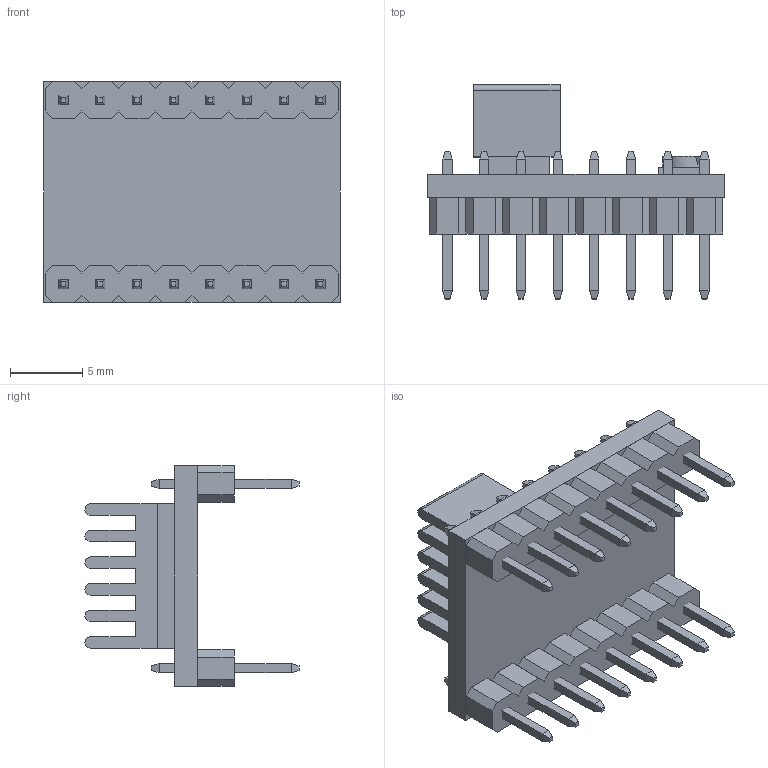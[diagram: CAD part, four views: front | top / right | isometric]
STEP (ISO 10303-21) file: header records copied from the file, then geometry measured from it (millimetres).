
FILE_DESCRIPTION ((), '1');
FILE_NAME ('drv8825.stp', '2019-05-05T21:55:48', ('Unknown'), ('Unknown'), 'HarmonyWare STEP v2.1.0', 'HarmonyWare Translators', '');
FILE_SCHEMA (('CONFIG_CONTROL_DESIGN'));
Length unit declared in the file: millimetre
Products named in the file (23): DRV8825
Assembly tree (22 placements, depth 2):
  (unnamed)
    DRV8825
    DRV8825
    DRV8825
    DRV8825
    DRV8825
    DRV8825
    DRV8825
    DRV8825
    DRV8825
    DRV8825
    DRV8825
    DRV8825
    DRV8825
    DRV8825
    DRV8825
    DRV8825
    DRV8825
    DRV8825
    DRV8825
    DRV8825
    DRV8825
    DRV8825
Bounding box: 20.5 x 14.83 x 15.3 mm (x, y, z)
Volume: 1059 mm3; surface area: 2203 mm2
Topology: 22 solids, 22 shells, 391 faces, 911 edges, 564 vertices
Faces by surface type: bspline 391
Entity records: 13246 total; most frequent: CARTESIAN_POINT 4320, ORIENTED_EDGE 1822, EDGE_CURVE 911, B_SPLINE_CURVE_WITH_KNOTS 895, VERTEX_POINT 564, EDGE_LOOP 391, FACE_OUTER_BOUND 391, ADVANCED_FACE 391
